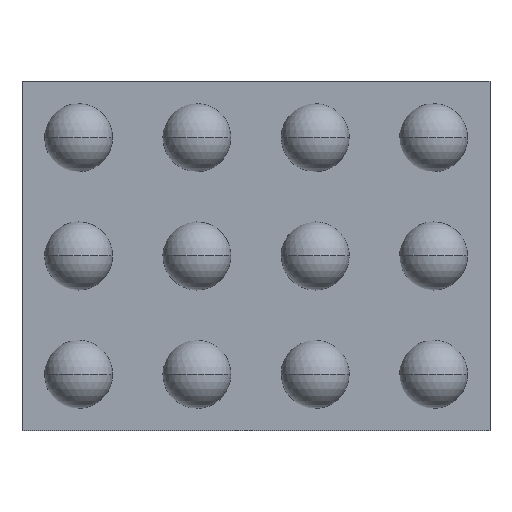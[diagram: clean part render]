
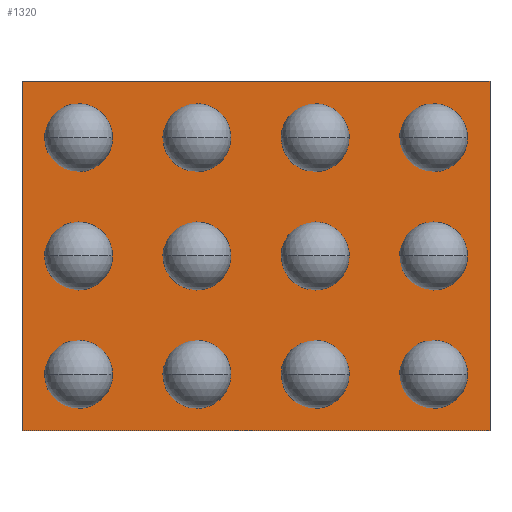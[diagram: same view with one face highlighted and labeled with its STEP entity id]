
A CAD part, front view. The second image highlights one B-rep face of the part: STEP entity #1320.
In plain terms, the highlighted planar face has unit normal (0, -1, 0).
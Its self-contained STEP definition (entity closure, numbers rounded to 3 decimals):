
#43 = DIRECTION ( 'NONE',  ( 0., 0., -1. ) ) ;
#64 = EDGE_LOOP ( 'NONE', ( #1301, #877, #429, #328 ) ) ;
#66 = LINE ( 'NONE', #494, #1039 ) ;
#74 = AXIS2_PLACEMENT_3D ( 'NONE', #315, #1249, #742 ) ;
#144 = CARTESIAN_POINT ( 'NONE',  ( -0.791, 0.19, 0.591 ) ) ;
#161 = CARTESIAN_POINT ( 'NONE',  ( 0.791, 0.19, 0.591 ) ) ;
#248 = EDGE_CURVE ( 'NONE', #575, #883, #863, .T. ) ;
#268 = CARTESIAN_POINT ( 'NONE',  ( 0.791, 0.19, -0.591 ) ) ;
#315 = CARTESIAN_POINT ( 'NONE',  ( 0., 0.19, 0. ) ) ;
#328 = ORIENTED_EDGE ( 'NONE', *, *, #407, .T. ) ;
#403 = CARTESIAN_POINT ( 'NONE',  ( -0.791, 0.19, 0.591 ) ) ;
#407 = EDGE_CURVE ( 'NONE', #767, #575, #574, .T. ) ;
#420 = VECTOR ( 'NONE', #964, 1000. ) ;
#429 = ORIENTED_EDGE ( 'NONE', *, *, #719, .T. ) ;
#466 = CARTESIAN_POINT ( 'NONE',  ( 0.791, 0.19, 0.591 ) ) ;
#481 = VERTEX_POINT ( 'NONE', #268 ) ;
#494 = CARTESIAN_POINT ( 'NONE',  ( 0.791, 0.19, 0.591 ) ) ;
#531 = PLANE ( 'NONE',  #74 ) ;
#570 = VECTOR ( 'NONE', #1248, 1000. ) ;
#574 = LINE ( 'NONE', #161, #420 ) ;
#575 = VERTEX_POINT ( 'NONE', #403 ) ;
#601 = EDGE_CURVE ( 'NONE', #883, #481, #741, .T. ) ;
#717 = VECTOR ( 'NONE', #43, 1000. ) ;
#719 = EDGE_CURVE ( 'NONE', #481, #767, #66, .T. ) ;
#741 = LINE ( 'NONE', #1242, #570 ) ;
#742 = DIRECTION ( 'NONE',  ( 0., 0., 1. ) ) ;
#767 = VERTEX_POINT ( 'NONE', #466 ) ;
#837 = CARTESIAN_POINT ( 'NONE',  ( -0.791, 0.19, -0.591 ) ) ;
#841 = FACE_OUTER_BOUND ( 'NONE', #64, .T. ) ;
#863 = LINE ( 'NONE', #144, #717 ) ;
#877 = ORIENTED_EDGE ( 'NONE', *, *, #601, .T. ) ;
#883 = VERTEX_POINT ( 'NONE', #837 ) ;
#910 = DIRECTION ( 'NONE',  ( 0., 0., 1. ) ) ;
#964 = DIRECTION ( 'NONE',  ( -1., 0., 0. ) ) ;
#1039 = VECTOR ( 'NONE', #910, 1000. ) ;
#1242 = CARTESIAN_POINT ( 'NONE',  ( 0.791, 0.19, -0.591 ) ) ;
#1248 = DIRECTION ( 'NONE',  ( 1., 0., 0. ) ) ;
#1249 = DIRECTION ( 'NONE',  ( 0., 1., 0. ) ) ;
#1301 = ORIENTED_EDGE ( 'NONE', *, *, #248, .T. ) ;
#1320 = ADVANCED_FACE ( 'NONE', ( #841 ), #531, .F. ) ;
